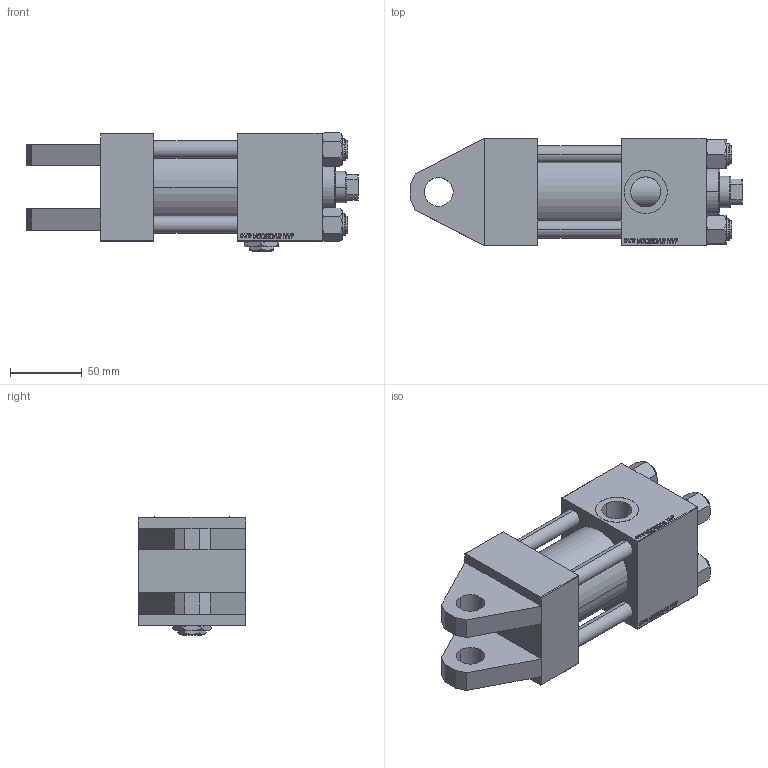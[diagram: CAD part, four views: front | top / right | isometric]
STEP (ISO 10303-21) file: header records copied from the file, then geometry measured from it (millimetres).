
FILE_DESCRIPTION (( 'STEP AP203' ), '1' );
FILE_NAME ('b0ad.STEP', '2023-08-23T10:56:16', ( '' ), ( '' ), 'SwSTEP 2.0', 'SolidWorks 2019', '' );
FILE_SCHEMA (( 'CONFIG_CONTROL_DESIGN' ));
Length unit declared in the file: millimetre
Products named in the file (7): V215CR_H_Body 8997ba936f9fd0786d3f80fb76a9ed86; Zatka_pro_OIL_PORT 8997ba936f9fd0786d3f80fb76a9ed86; V215CR_VCP_H 8997ba936f9fd0786d3f80fb76a9ed86; b0ad; V215_VC_A 8997ba936f9fd0786d3f80fb76a9ed86; V215CR_TYCINKA_H 8997ba936f9fd0786d3f80fb76a9ed86; NUT_M5_H 8997ba936f9fd0786d3f80fb76a9ed86
Assembly tree (12 placements, depth 2):
  b0ad
    V215CR_H_Body 8997ba936f9fd0786d3f80fb76a9ed86
    V215CR_VCP_H 8997ba936f9fd0786d3f80fb76a9ed86
    V215CR_TYCINKA_H 8997ba936f9fd0786d3f80fb76a9ed86  x4
    NUT_M5_H 8997ba936f9fd0786d3f80fb76a9ed86  x4
    V215_VC_A 8997ba936f9fd0786d3f80fb76a9ed86
    Zatka_pro_OIL_PORT 8997ba936f9fd0786d3f80fb76a9ed86
Bounding box: 231 x 75 x 82.27 mm (x, y, z)
Volume: 730705.8 mm3; surface area: 164843.6 mm2
Topology: 12 solids, 12 shells, 1176 faces, 2944 edges, 1905 vertices
Faces by surface type: plane 541, bspline 392, cone 148, cylinder 87, torus 8
Entity records: 51403 total; most frequent: CARTESIAN_POINT 27599, ORIENTED_EDGE 5380, DIRECTION 3400, EDGE_CURVE 2690, VERTEX_POINT 1761, LINE 1608, VECTOR 1608, EDGE_LOOP 1187
